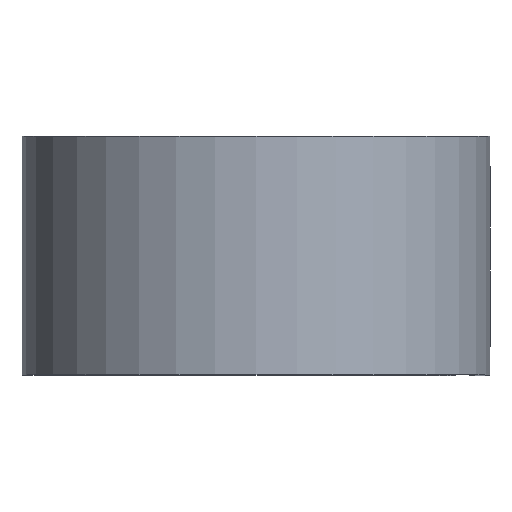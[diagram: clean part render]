
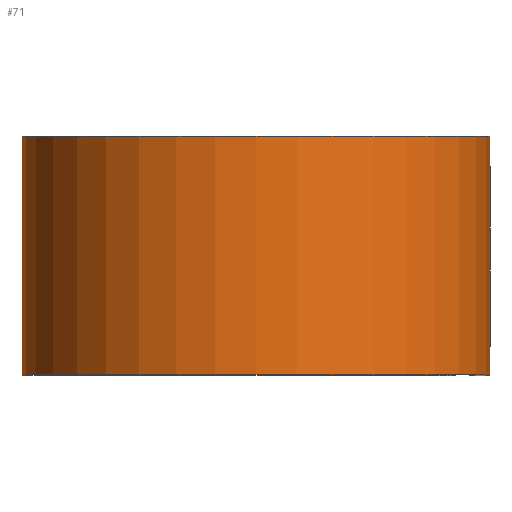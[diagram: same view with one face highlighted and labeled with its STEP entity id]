
A CAD part, top view. The second image highlights one B-rep face of the part: STEP entity #71.
In plain terms, the highlighted cylindrical face has radius 18.682 mm (diameter 37.363 mm), a partial arc.
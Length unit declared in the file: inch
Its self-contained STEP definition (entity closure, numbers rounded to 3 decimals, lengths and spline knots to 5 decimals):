
#36 = ORIENTED_EDGE ( 'NONE', *, *, #692, .T. ) ;
#50 = DIRECTION ( 'NONE',  ( 0., -1., 0. ) ) ;
#71 = ADVANCED_FACE ( 'NONE', ( #657 ), #647, .T. ) ;
#87 = VERTEX_POINT ( 'NONE', #257 ) ;
#94 = LINE ( 'NONE', #430, #516 ) ;
#126 = AXIS2_PLACEMENT_3D ( 'NONE', #585, #470, #496 ) ;
#132 = CARTESIAN_POINT ( 'NONE',  ( 0., -0.375, -0.7355 ) ) ;
#133 = ORIENTED_EDGE ( 'NONE', *, *, #327, .F. ) ;
#203 = VERTEX_POINT ( 'NONE', #132 ) ;
#210 = LINE ( 'NONE', #319, #329 ) ;
#257 = CARTESIAN_POINT ( 'NONE',  ( 0.7355, 0.375, 0. ) ) ;
#269 = CARTESIAN_POINT ( 'NONE',  ( 0., 0.375, -0.7355 ) ) ;
#280 = VERTEX_POINT ( 'NONE', #269 ) ;
#297 = CIRCLE ( 'NONE', #126, 0.7355 ) ;
#319 = CARTESIAN_POINT ( 'NONE',  ( 0., 0.375, -0.7355 ) ) ;
#327 = EDGE_CURVE ( 'NONE', #280, #87, #711, .T. ) ;
#329 = VECTOR ( 'NONE', #454, 39.37008 ) ;
#348 = ORIENTED_EDGE ( 'NONE', *, *, #440, .T. ) ;
#393 = DIRECTION ( 'NONE',  ( 0., 0., -1. ) ) ;
#411 = AXIS2_PLACEMENT_3D ( 'NONE', #449, #448, #417 ) ;
#417 = DIRECTION ( 'NONE',  ( 1., 0., 0. ) ) ;
#419 = AXIS2_PLACEMENT_3D ( 'NONE', #463, #50, #393 ) ;
#430 = CARTESIAN_POINT ( 'NONE',  ( 0.7355, 0.375, 0. ) ) ;
#440 = EDGE_CURVE ( 'NONE', #203, #684, #297, .T. ) ;
#448 = DIRECTION ( 'NONE',  ( 0., 1., 0. ) ) ;
#449 = CARTESIAN_POINT ( 'NONE',  ( 0., 0.375, 0. ) ) ;
#454 = DIRECTION ( 'NONE',  ( 0., -1., 0. ) ) ;
#463 = CARTESIAN_POINT ( 'NONE',  ( 0., 0.375, 0. ) ) ;
#470 = DIRECTION ( 'NONE',  ( 0., 1., 0. ) ) ;
#496 = DIRECTION ( 'NONE',  ( 1., 0., 0. ) ) ;
#516 = VECTOR ( 'NONE', #520, 39.37008 ) ;
#520 = DIRECTION ( 'NONE',  ( 0., -1., 0. ) ) ;
#547 = EDGE_LOOP ( 'NONE', ( #348, #675, #133, #36 ) ) ;
#585 = CARTESIAN_POINT ( 'NONE',  ( 0., -0.375, 0. ) ) ;
#613 = EDGE_CURVE ( 'NONE', #87, #684, #94, .T. ) ;
#625 = CARTESIAN_POINT ( 'NONE',  ( 0.7355, -0.375, 0. ) ) ;
#647 = CYLINDRICAL_SURFACE ( 'NONE', #419, 0.7355 ) ;
#657 = FACE_OUTER_BOUND ( 'NONE', #547, .T. ) ;
#675 = ORIENTED_EDGE ( 'NONE', *, *, #613, .F. ) ;
#684 = VERTEX_POINT ( 'NONE', #625 ) ;
#692 = EDGE_CURVE ( 'NONE', #280, #203, #210, .T. ) ;
#711 = CIRCLE ( 'NONE', #411, 0.7355 ) ;
